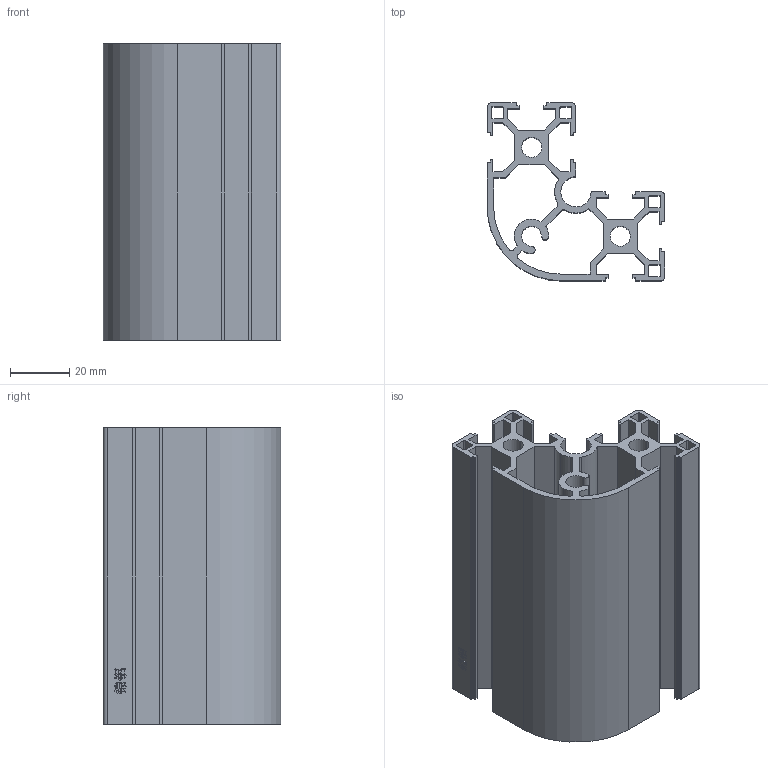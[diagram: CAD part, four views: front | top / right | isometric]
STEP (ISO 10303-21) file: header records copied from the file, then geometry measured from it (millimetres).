
FILE_DESCRIPTION (( 'STEP AP203' ), '1' );
FILE_NAME ('JL-8-6630ER.STEP', '2019-07-24T02:37:07', ( 'User' ), ( 'China' ), 'SwSTEP 2.0', 'SolidWorks 2015', '' );
FILE_SCHEMA (( 'CONFIG_CONTROL_DESIGN' ));
Length unit declared in the file: millimetre
Products named in the file (1): JL-8-6630ER
Bounding box: 60 x 60 x 100 mm (x, y, z)
Volume: 77212.4 mm3; surface area: 73367.5 mm2
Topology: 1 solids, 1 shells, 371 faces, 1080 edges, 720 vertices
Faces by surface type: plane 248, cylinder 95, bspline 28
Entity records: 13205 total; most frequent: CARTESIAN_POINT 3280, ORIENTED_EDGE 2160, DIRECTION 1902, EDGE_CURVE 1080, VECTOR 834, LINE 834, VERTEX_POINT 720, AXIS2_PLACEMENT_3D 534
